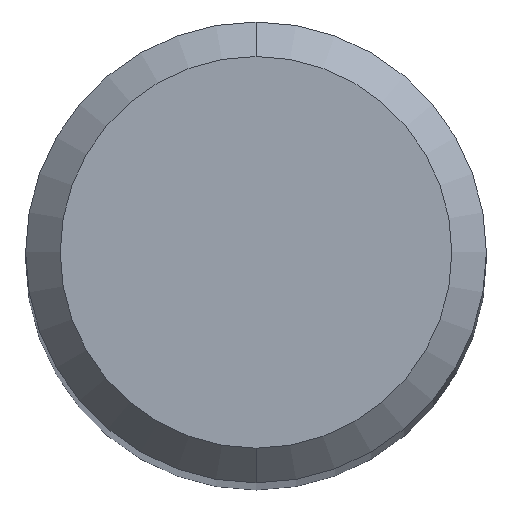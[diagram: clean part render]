
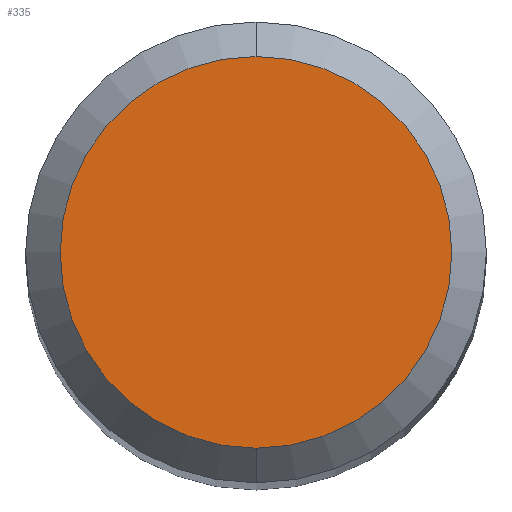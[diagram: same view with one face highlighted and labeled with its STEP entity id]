
A CAD part, top view. The second image highlights one B-rep face of the part: STEP entity #335.
In plain terms, the highlighted planar face has unit normal (0, 0, 1).
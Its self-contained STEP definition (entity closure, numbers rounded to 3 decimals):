
#187=VERTEX_POINT('',#497);
#197=EDGE_CURVE('',#187,#307,#508,.T.);
#307=VERTEX_POINT('',#631);
#335=ADVANCED_FACE('',(#659),#660,.T.);
#349=EDGE_CURVE('',#307,#187,#675,.T.);
#497=CARTESIAN_POINT('',(0.,-1.7,0.0));
#508=CIRCLE('',#849,1.7);
#631=CARTESIAN_POINT('',(0.0,1.7,0.0));
#659=FACE_OUTER_BOUND('',#1158,.T.);
#660=PLANE('',#1159);
#675=CIRCLE('',#1192,1.7);
#849=AXIS2_PLACEMENT_3D('',#1478,#1479,#1480);
#1158=EDGE_LOOP('',(#1647,#1648));
#1159=AXIS2_PLACEMENT_3D('',#1649,#1650,#1651);
#1192=AXIS2_PLACEMENT_3D('',#1669,#1670,#1671);
#1478=CARTESIAN_POINT('',(0.0,0.0,0.0));
#1479=DIRECTION('',(0.0,0.0,-1.0));
#1480=DIRECTION('',(0.0,1.0,0.0));
#1647=ORIENTED_EDGE('',*,*,#349,.F.);
#1648=ORIENTED_EDGE('',*,*,#197,.F.);
#1649=CARTESIAN_POINT('',(0.0,0.85,0.0));
#1650=DIRECTION('',(-0.0,0.0,1.0));
#1651=DIRECTION('',(0.0,-1.0,0.0));
#1669=CARTESIAN_POINT('',(0.0,0.0,0.0));
#1670=DIRECTION('',(0.0,0.0,-1.0));
#1671=DIRECTION('',(0.0,1.0,0.0));
